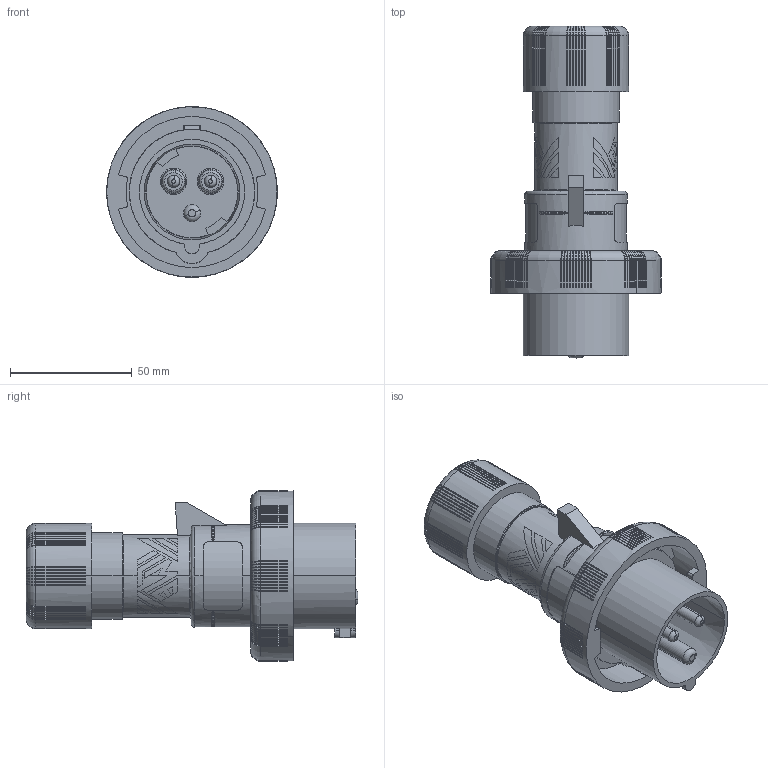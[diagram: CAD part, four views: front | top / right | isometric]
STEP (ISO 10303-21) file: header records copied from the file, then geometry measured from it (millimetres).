
FILE_DESCRIPTION(('Creo Elements/Direct Modeling STEP Export'),'2;1');
FILE_NAME('PESW_1663_SV.stp','2012-09-18T 9:06:50',(''),(''),'Creo Elements/Direct Modeling STEP processor for AP214 (Solid Model)','Creo Elements/Direct Modeling 18.0B 02-Dec-2011 (C) Parametric Technology GmbH','');
FILE_SCHEMA(('AUTOMOTIVE_DESIGN { 1 0 10303 214 1 1 1 1 }'));
Products named in the file (2): PESW_1663_SV
Assembly tree (1 placements, depth 2):
  PESW_1663_SV
    PESW_1663_SV
Bounding box: 70 x 136.2 x 70 mm (x, y, z)
Volume: 138133.4 mm3; surface area: 51303 mm2
Topology: 1 solids, 1 shells, 1242 faces, 3410 edges, 1915 vertices
Faces by surface type: plane 512, torus 352, cylinder 240, revolution 112, cone 24, bspline 2
Entity records: 77191 total; most frequent: CARTESIAN_POINT 39010, ORIENTED_EDGE 6244, DIRECTION 5473, EDGE_CURVE 3122, AXIS2_PLACEMENT_3D 2129, VERTEX_POINT 1915, EDGE_LOOP 1281, COLOUR_RGB 1243
